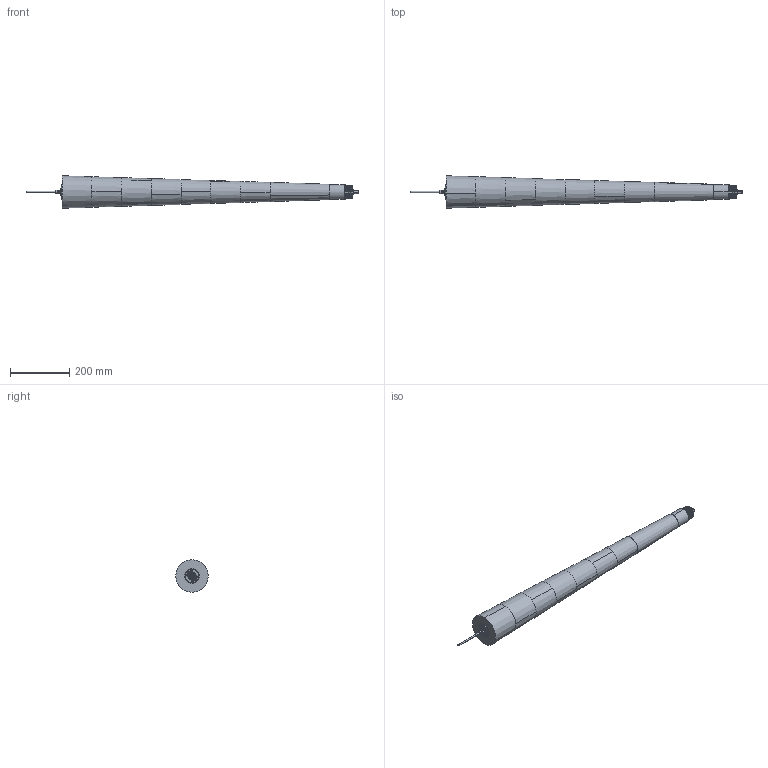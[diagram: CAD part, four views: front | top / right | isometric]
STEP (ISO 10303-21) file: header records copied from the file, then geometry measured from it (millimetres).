
FILE_DESCRIPTION (( 'STEP AP203' ), '1' );
FILE_NAME ('PM500xxxxxxxxxXVTS (H;800).STEP', '2021-12-02T12:12:02', ( '' ), ( '' ), 'SwSTEP 2.0', 'SolidWorks 2020', '' );
FILE_SCHEMA (( 'CONFIG_CONTROL_DESIGN' ));
Length unit declared in the file: millimetre
Products named in the file (1): PM500xxxxxxxxxXVTS (H;800)
Bounding box: 1118 x 109.28 x 109.28 mm (x, y, z)
Volume: 4969897.7 mm3; surface area: 258854.8 mm2
Topology: 1 solids, 1 shells, 477 faces, 1144 edges, 713 vertices
Faces by surface type: plane 188, torus 93, bspline 88, cone 60, cylinder 48
Entity records: 18085 total; most frequent: CARTESIAN_POINT 7327, ORIENTED_EDGE 2288, DIRECTION 2058, EDGE_CURVE 1144, AXIS2_PLACEMENT_3D 724, VERTEX_POINT 713, LINE 610, VECTOR 610
